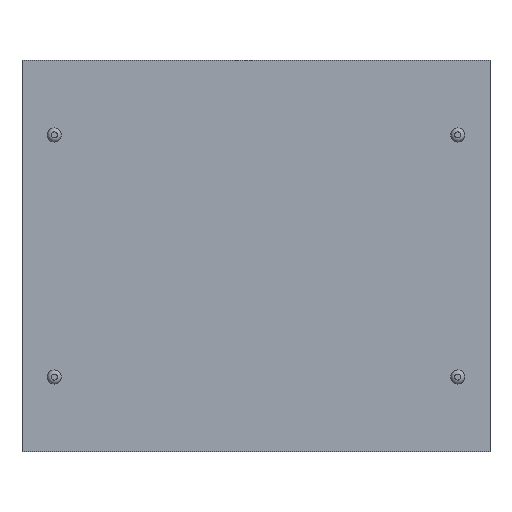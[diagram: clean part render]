
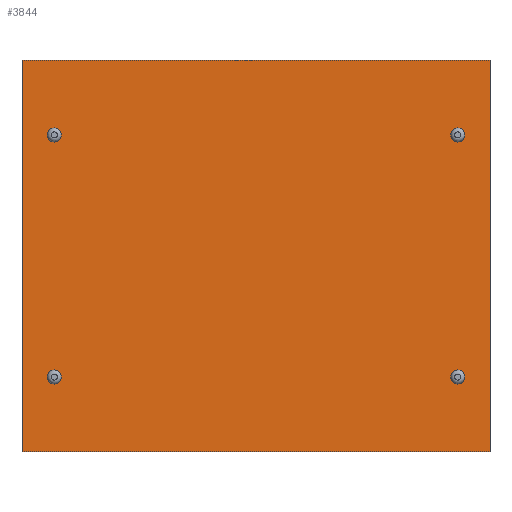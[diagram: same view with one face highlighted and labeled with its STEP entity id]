
A CAD part, front view. The second image highlights one B-rep face of the part: STEP entity #3844.
In plain terms, the highlighted planar face has unit normal (0, -1, 0).
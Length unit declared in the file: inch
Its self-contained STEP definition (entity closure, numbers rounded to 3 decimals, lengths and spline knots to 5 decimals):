
#748 = ORIENTED_EDGE ( 'NONE', *, *, #13160, .F. ) ;
#753 = ORIENTED_EDGE ( 'NONE', *, *, #13047, .F. ) ;
#754 = ORIENTED_EDGE ( 'NONE', *, *, #13157, .F. ) ;
#1006 = ORIENTED_EDGE ( 'NONE', *, *, #12996, .F. ) ;
#1013 = ORIENTED_EDGE ( 'NONE', *, *, #13010, .F. ) ;
#1014 = ORIENTED_EDGE ( 'NONE', *, *, #12995, .F. ) ;
#1015 = ORIENTED_EDGE ( 'NONE', *, *, #13011, .F. ) ;
#1017 = ORIENTED_EDGE ( 'NONE', *, *, #13144, .F. ) ;
#3844 = ADVANCED_FACE ( 'NONE', ( #7182, #7170, #7190, #7192, #7177 ), #17331, .T. ) ;
#6229 = AXIS2_PLACEMENT_3D ( 'NONE', #9229, #9235, #9236 ) ;
#6251 = AXIS2_PLACEMENT_3D ( 'NONE', #9284, #9291, #9292 ) ;
#6253 = AXIS2_PLACEMENT_3D ( 'NONE', #9314, #9315, #9316 ) ;
#6254 = AXIS2_PLACEMENT_3D ( 'NONE', #9293, #9310, #9311 ) ;
#7170 = FACE_BOUND ( 'NONE', #11134, .T. ) ;
#7177 = FACE_BOUND ( 'NONE', #11136, .T. ) ;
#7182 = FACE_BOUND ( 'NONE', #11201, .T. ) ;
#7190 = FACE_OUTER_BOUND ( 'NONE', #11223, .T. ) ;
#7192 = FACE_BOUND ( 'NONE', #11138, .T. ) ;
#9218 = CARTESIAN_POINT ( 'NONE',  ( -1.16, -0.065, 0.485 ) ) ;
#9219 = DIRECTION ( 'NONE',  ( 0., 0., 1. ) ) ;
#9220 = CARTESIAN_POINT ( 'NONE',  ( 0., -0.065, 0.485 ) ) ;
#9221 = DIRECTION ( 'NONE',  ( 0., 0., -1. ) ) ;
#9229 = CARTESIAN_POINT ( 'NONE',  ( -1.08, -0.065, 0.3 ) ) ;
#9235 = DIRECTION ( 'NONE',  ( 0., -1., 0. ) ) ;
#9236 = DIRECTION ( 'NONE',  ( 0., 0., -1. ) ) ;
#9238 = CARTESIAN_POINT ( 'NONE',  ( -1.16, -0.065, -0.485 ) ) ;
#9239 = DIRECTION ( 'NONE',  ( -1., 0., 0. ) ) ;
#9284 = CARTESIAN_POINT ( 'NONE',  ( -1.08, -0.065, -0.3 ) ) ;
#9285 = CARTESIAN_POINT ( 'NONE',  ( -1.16, -0.065, 0.485 ) ) ;
#9286 = DIRECTION ( 'NONE',  ( 1., 0., 0. ) ) ;
#9291 = DIRECTION ( 'NONE',  ( 0., -1., 0. ) ) ;
#9292 = DIRECTION ( 'NONE',  ( 0., 0., -1. ) ) ;
#9293 = CARTESIAN_POINT ( 'NONE',  ( -0.08, -0.065, 0.3 ) ) ;
#9310 = DIRECTION ( 'NONE',  ( 0., -1., 0. ) ) ;
#9311 = DIRECTION ( 'NONE',  ( 0., 0., -1. ) ) ;
#9314 = CARTESIAN_POINT ( 'NONE',  ( -0.08, -0.065, -0.3 ) ) ;
#9315 = DIRECTION ( 'NONE',  ( 0., -1., 0. ) ) ;
#9316 = DIRECTION ( 'NONE',  ( 0., 0., -1. ) ) ;
#9405 = CARTESIAN_POINT ( 'NONE',  ( -1.16, -0.065, 0.485 ) ) ;
#9414 = CARTESIAN_POINT ( 'NONE',  ( -1.16, -0.065, -0.485 ) ) ;
#9421 = CARTESIAN_POINT ( 'NONE',  ( 0., -0.065, -0.485 ) ) ;
#9424 = CARTESIAN_POINT ( 'NONE',  ( 0., -0.065, 0.485 ) ) ;
#11134 = EDGE_LOOP ( 'NONE', ( #1013 ) ) ;
#11136 = EDGE_LOOP ( 'NONE', ( #748 ) ) ;
#11138 = EDGE_LOOP ( 'NONE', ( #754 ) ) ;
#11201 = EDGE_LOOP ( 'NONE', ( #1017 ) ) ;
#11223 = EDGE_LOOP ( 'NONE', ( #1014, #1015, #1006, #753 ) ) ;
#12995 = EDGE_CURVE ( 'NONE', #13624, #13581, #14903, .T. ) ;
#12996 = EDGE_CURVE ( 'NONE', #13647, #13644, #14917, .T. ) ;
#13010 = EDGE_CURVE ( 'NONE', #15580, #15580, #14927, .T. ) ;
#13011 = EDGE_CURVE ( 'NONE', #13644, #13624, #14921, .T. ) ;
#13045 = AXIS2_PLACEMENT_3D ( 'NONE', #17183, #17123, #17041 ) ;
#13047 = EDGE_CURVE ( 'NONE', #13581, #13647, #14935, .T. ) ;
#13144 = EDGE_CURVE ( 'NONE', #15606, #15606, #14955, .T. ) ;
#13157 = EDGE_CURVE ( 'NONE', #15610, #15610, #14967, .T. ) ;
#13160 = EDGE_CURVE ( 'NONE', #15612, #15612, #14968, .T. ) ;
#13581 = VERTEX_POINT ( 'NONE', #9405 ) ;
#13624 = VERTEX_POINT ( 'NONE', #9414 ) ;
#13644 = VERTEX_POINT ( 'NONE', #9421 ) ;
#13647 = VERTEX_POINT ( 'NONE', #9424 ) ;
#14903 = LINE ( 'NONE', #9218, #14916 ) ;
#14916 = VECTOR ( 'NONE', #9219, 39.37008 ) ;
#14917 = LINE ( 'NONE', #9220, #14918 ) ;
#14918 = VECTOR ( 'NONE', #9221, 39.37008 ) ;
#14921 = LINE ( 'NONE', #9238, #14926 ) ;
#14926 = VECTOR ( 'NONE', #9239, 39.37008 ) ;
#14927 = CIRCLE ( 'NONE', #6229, 0.0175 ) ;
#14935 = LINE ( 'NONE', #9285, #14948 ) ;
#14948 = VECTOR ( 'NONE', #9286, 39.37008 ) ;
#14955 = CIRCLE ( 'NONE', #6251, 0.0175 ) ;
#14967 = CIRCLE ( 'NONE', #6254, 0.0175 ) ;
#14968 = CIRCLE ( 'NONE', #6253, 0.0175 ) ;
#15580 = VERTEX_POINT ( 'NONE', #15581 ) ;
#15581 = CARTESIAN_POINT ( 'NONE',  ( -1.08, -0.065, 0.2825 ) ) ;
#15606 = VERTEX_POINT ( 'NONE', #15607 ) ;
#15607 = CARTESIAN_POINT ( 'NONE',  ( -1.08, -0.065, -0.3175 ) ) ;
#15610 = VERTEX_POINT ( 'NONE', #15611 ) ;
#15611 = CARTESIAN_POINT ( 'NONE',  ( -0.08, -0.065, 0.2825 ) ) ;
#15612 = VERTEX_POINT ( 'NONE', #15613 ) ;
#15613 = CARTESIAN_POINT ( 'NONE',  ( -0.08, -0.065, -0.3175 ) ) ;
#17041 = DIRECTION ( 'NONE',  ( 0., 0., -1. ) ) ;
#17123 = DIRECTION ( 'NONE',  ( 0., -1., 0. ) ) ;
#17183 = CARTESIAN_POINT ( 'NONE',  ( -1.16, -0.065, -0.485 ) ) ;
#17331 = PLANE ( 'NONE',  #13045 ) ;
